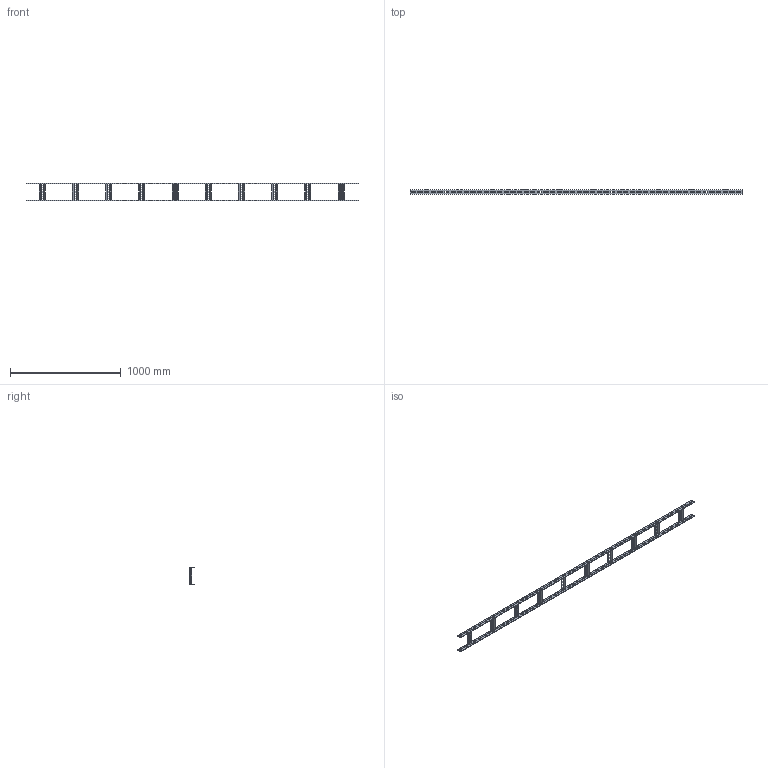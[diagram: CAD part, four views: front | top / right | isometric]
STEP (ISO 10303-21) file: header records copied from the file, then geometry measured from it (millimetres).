
FILE_DESCRIPTION (( 'STEP AP214' ), '1' );
FILE_NAME ('7097417.stp', '2018-01-25T16:22:49', ( '' ), ( '' ), 'SwSTEP 2.0', 'SolidWorks 2016', '' );
FILE_SCHEMA (( 'AUTOMOTIVE_DESIGN' ));
Length unit declared in the file: millimetre
Products named in the file (3): KTS 20.002-009_T-Sprosse-150-60ø; KTS 20.002-013_gelocht 3000x40x5; 7097417
Assembly tree (12 placements, depth 2):
  7097417
    KTS 20.002-013_gelocht 3000x40x5  x2
    KTS 20.002-009_T-Sprosse-150-60ø  x10
Bounding box: 3000 x 40 x 160 mm (x, y, z)
Volume: 1185216.2 mm3; surface area: 710774.3 mm2
Topology: 12 solids, 12 shells, 1052 faces, 3084 edges, 2056 vertices
Faces by surface type: plane 572, cylinder 480
Entity records: 10904 total; most frequent: DIRECTION 1904, CARTESIAN_POINT 1855, ORIENTED_EDGE 1836, EDGE_CURVE 918, AXIS2_PLACEMENT_3D 661, VERTEX_POINT 612, VECTOR 582, LINE 582
